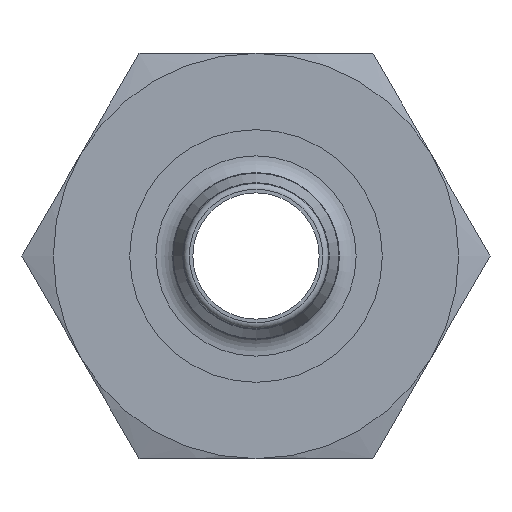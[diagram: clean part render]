
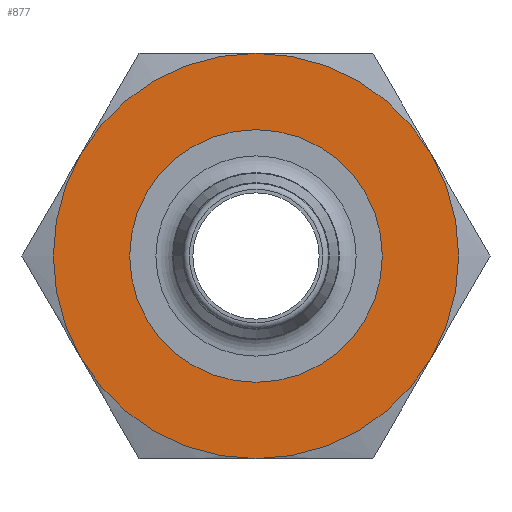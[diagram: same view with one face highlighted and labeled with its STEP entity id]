
A CAD part, left-side view. The second image highlights one B-rep face of the part: STEP entity #877.
In plain terms, the highlighted planar face has unit normal (-1, 0, 0).
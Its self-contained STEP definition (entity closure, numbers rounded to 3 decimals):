
#83=PLANE('',#1007);
#129=CIRCLE('',#996,5.3);
#130=CIRCLE('',#998,8.5);
#131=CIRCLE('',#1000,8.5);
#132=CIRCLE('',#1002,8.5);
#133=CIRCLE('',#1004,8.5);
#134=CIRCLE('',#1006,8.5);
#135=CIRCLE('',#1008,8.5);
#348=ORIENTED_EDGE('',*,*,#465,.F.);
#349=ORIENTED_EDGE('',*,*,#466,.T.);
#350=ORIENTED_EDGE('',*,*,#470,.T.);
#351=ORIENTED_EDGE('',*,*,#471,.T.);
#352=ORIENTED_EDGE('',*,*,#469,.T.);
#353=ORIENTED_EDGE('',*,*,#468,.T.);
#354=ORIENTED_EDGE('',*,*,#467,.T.);
#465=EDGE_CURVE('',#547,#547,#129,.T.);
#466=EDGE_CURVE('',#528,#526,#130,.T.);
#467=EDGE_CURVE('',#530,#528,#131,.T.);
#468=EDGE_CURVE('',#532,#530,#132,.T.);
#469=EDGE_CURVE('',#534,#532,#133,.T.);
#470=EDGE_CURVE('',#526,#524,#134,.T.);
#471=EDGE_CURVE('',#524,#534,#135,.T.);
#524=VERTEX_POINT('',#1543);
#526=VERTEX_POINT('',#1555);
#528=VERTEX_POINT('',#1567);
#530=VERTEX_POINT('',#1579);
#532=VERTEX_POINT('',#1591);
#534=VERTEX_POINT('',#1603);
#547=VERTEX_POINT('',#1645);
#687=EDGE_LOOP('',(#348));
#688=EDGE_LOOP('',(#349,#350,#351,#352,#353,#354));
#783=FACE_BOUND('',#687,.T.);
#784=FACE_BOUND('',#688,.T.);
#877=ADVANCED_FACE('',(#783,#784),#83,.F.);
#996=AXIS2_PLACEMENT_3D('',#1644,#1231,#1232);
#998=AXIS2_PLACEMENT_3D('',#1647,#1235,#1236);
#1000=AXIS2_PLACEMENT_3D('',#1649,#1239,#1240);
#1002=AXIS2_PLACEMENT_3D('',#1651,#1243,#1244);
#1004=AXIS2_PLACEMENT_3D('',#1653,#1247,#1248);
#1006=AXIS2_PLACEMENT_3D('',#1655,#1251,#1252);
#1007=AXIS2_PLACEMENT_3D('',#1656,#1253,#1254);
#1008=AXIS2_PLACEMENT_3D('',#1657,#1255,#1256);
#1231=DIRECTION('',(-1.,0.,0.));
#1232=DIRECTION('',(0.,0.,1.));
#1235=DIRECTION('',(-1.,0.,0.));
#1236=DIRECTION('',(0.,0.,1.));
#1239=DIRECTION('',(-1.,0.,0.));
#1240=DIRECTION('',(0.,0.,1.));
#1243=DIRECTION('',(-1.,0.,0.));
#1244=DIRECTION('',(0.,0.,1.));
#1247=DIRECTION('',(-1.,0.,0.));
#1248=DIRECTION('',(0.,0.,1.));
#1251=DIRECTION('',(-1.,0.,0.));
#1252=DIRECTION('',(0.,0.,1.));
#1253=DIRECTION('',(1.,0.,0.));
#1254=DIRECTION('',(0.,0.,-1.));
#1255=DIRECTION('',(-1.,0.,0.));
#1256=DIRECTION('',(0.,0.,1.));
#1543=CARTESIAN_POINT('',(15.,-7.361,4.25));
#1555=CARTESIAN_POINT('',(15.,-7.361,-4.25));
#1567=CARTESIAN_POINT('',(15.,0.,-8.5));
#1579=CARTESIAN_POINT('',(15.,7.361,-4.25));
#1591=CARTESIAN_POINT('',(15.,7.361,4.25));
#1603=CARTESIAN_POINT('',(15.,0.,8.5));
#1644=CARTESIAN_POINT('',(15.,0.,0.));
#1645=CARTESIAN_POINT('',(15.,0.,5.3));
#1647=CARTESIAN_POINT('',(15.,0.,0.));
#1649=CARTESIAN_POINT('',(15.,0.,0.));
#1651=CARTESIAN_POINT('',(15.,0.,0.));
#1653=CARTESIAN_POINT('',(15.,0.,0.));
#1655=CARTESIAN_POINT('',(15.,0.,0.));
#1656=CARTESIAN_POINT('',(15.,-8.5,0.));
#1657=CARTESIAN_POINT('',(15.,0.,0.));
